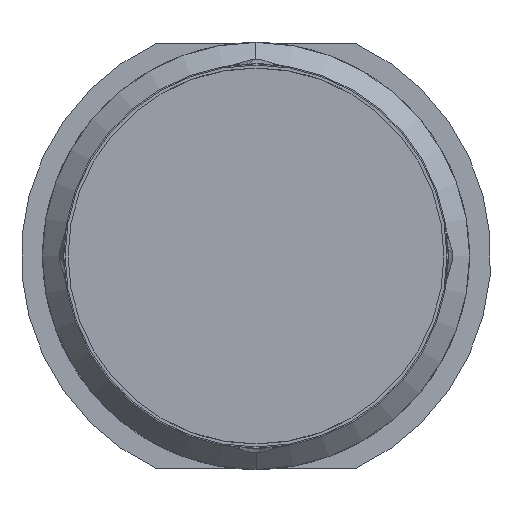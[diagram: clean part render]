
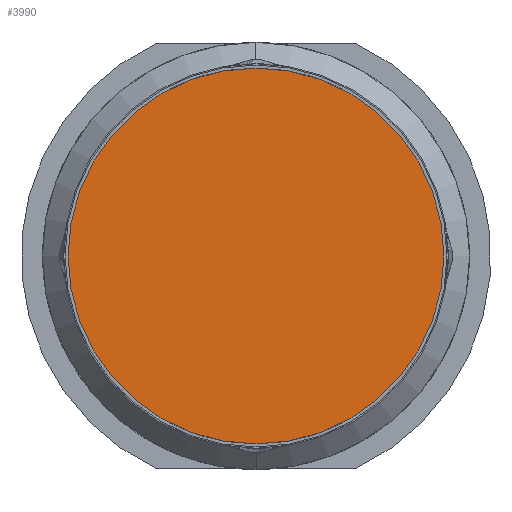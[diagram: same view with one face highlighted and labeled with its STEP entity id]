
A CAD part, front view. The second image highlights one B-rep face of the part: STEP entity #3990.
In plain terms, the highlighted planar face has unit normal (0, -1, 0).
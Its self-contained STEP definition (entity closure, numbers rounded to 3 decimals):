
#569 = AXIS2_PLACEMENT_3D ( 'NONE', #1625, #3378, #5515 ) ;
#1625 = CARTESIAN_POINT ( 'NONE',  ( 0., 0., 0. ) ) ;
#1982 = EDGE_CURVE ( 'Defeature ausgef�hrt1_23+Defeature ausgef�hrt1_30+Defeature ausgef�hrt1_30+Defeature ausgef�hrt1_30', #3187, #5509, #3144, .T. ) ;
#2160 = EDGE_LOOP ( 'NONE', ( #4403, #4883 ) ) ;
#2428 = DIRECTION ( 'NONE',  ( -1., 0., 0. ) ) ;
#2479 = CARTESIAN_POINT ( 'NONE',  ( 0., 0., 0. ) ) ;
#2885 = FACE_OUTER_BOUND ( 'NONE', #2160, .T. ) ;
#3027 = AXIS2_PLACEMENT_3D ( 'NONE', #3497, #5174, #3047 ) ;
#3047 = DIRECTION ( 'NONE',  ( 1., 0., 0. ) ) ;
#3088 = CARTESIAN_POINT ( 'NONE',  ( -2.2, 0., 0. ) ) ;
#3144 = CIRCLE ( 'NONE', #569, 2.2 ) ;
#3187 = VERTEX_POINT ( 'NONE', #3088 ) ;
#3378 = DIRECTION ( 'NONE',  ( 0., -1., 0. ) ) ;
#3497 = CARTESIAN_POINT ( 'NONE',  ( 0., 0., -1.9 ) ) ;
#3932 = AXIS2_PLACEMENT_3D ( 'NONE', #2479, #4555, #2428 ) ;
#3990 = ADVANCED_FACE ( 'Defeature ausgef�hrt1_23', ( #2885 ), #4332, .F. ) ;
#4040 = CARTESIAN_POINT ( 'NONE',  ( 2.2, 0., 0. ) ) ;
#4165 = EDGE_CURVE ( 'Defeature ausgef�hrt1_23+Defeature ausgef�hrt1_30+Defeature ausgef�hrt1_30+Defeature ausgef�hrt1_30', #5509, #3187, #5037, .T. ) ;
#4332 = PLANE ( 'NONE',  #3027 ) ;
#4403 = ORIENTED_EDGE ( 'NONE', *, *, #1982, .T. ) ;
#4555 = DIRECTION ( 'NONE',  ( 0., -1., 0. ) ) ;
#4883 = ORIENTED_EDGE ( 'NONE', *, *, #4165, .T. ) ;
#5037 = CIRCLE ( 'NONE', #3932, 2.2 ) ;
#5174 = DIRECTION ( 'NONE',  ( 0., 1., 0. ) ) ;
#5509 = VERTEX_POINT ( 'NONE', #4040 ) ;
#5515 = DIRECTION ( 'NONE',  ( -1., 0., 0. ) ) ;
